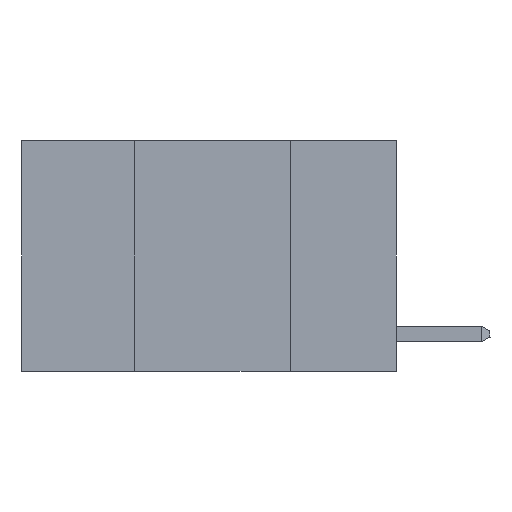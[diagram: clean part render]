
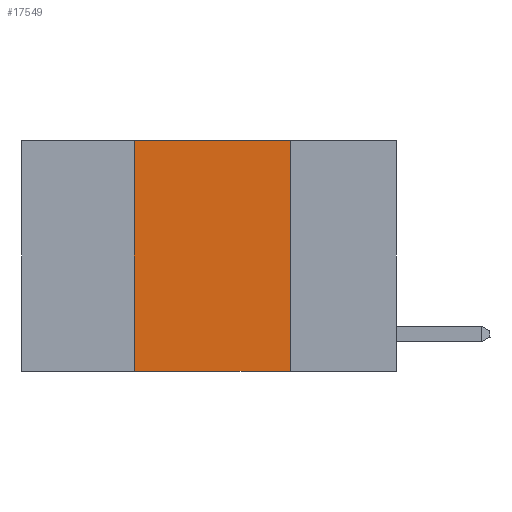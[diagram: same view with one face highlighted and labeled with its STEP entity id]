
A CAD part, left-side view. The second image highlights one B-rep face of the part: STEP entity #17549.
In plain terms, the highlighted planar face has unit normal (-1, 0, 0).
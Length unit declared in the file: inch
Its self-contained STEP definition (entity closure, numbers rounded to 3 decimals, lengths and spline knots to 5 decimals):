
#572 = ORIENTED_EDGE ( 'NONE', *, *, #5004, .F. ) ;
#1786 = EDGE_CURVE ( 'NONE', #22027, #5984, #22811, .T. ) ;
#4760 = ORIENTED_EDGE ( 'NONE', *, *, #1786, .T. ) ;
#5004 = EDGE_CURVE ( 'NONE', #26541, #5984, #22958, .T. ) ;
#5077 = DIRECTION ( 'NONE',  ( 0., 0., -1. ) ) ;
#5137 = VECTOR ( 'NONE', #5077, 39.37008 ) ;
#5174 = CARTESIAN_POINT ( 'NONE',  ( 0., 0.6, 0. ) ) ;
#5368 = CARTESIAN_POINT ( 'NONE',  ( 0., 0.42, 0. ) ) ;
#5984 = VERTEX_POINT ( 'NONE', #8642 ) ;
#6127 = CARTESIAN_POINT ( 'NONE',  ( 0., 0.6, -0.37 ) ) ;
#6408 = EDGE_LOOP ( 'NONE', ( #572, #12701, #19573, #4760 ) ) ;
#7333 = PLANE ( 'NONE',  #22466 ) ;
#8642 = CARTESIAN_POINT ( 'NONE',  ( 0., 0.17, -0.37 ) ) ;
#9757 = DIRECTION ( 'NONE',  ( 0., 0., -1. ) ) ;
#9887 = LINE ( 'NONE', #5174, #28418 ) ;
#11009 = DIRECTION ( 'NONE',  ( 0., -1., 0. ) ) ;
#11338 = CARTESIAN_POINT ( 'NONE',  ( 0., 0.17, 0. ) ) ;
#12701 = ORIENTED_EDGE ( 'NONE', *, *, #16367, .F. ) ;
#14354 = DIRECTION ( 'NONE',  ( 0., 0., 1. ) ) ;
#16271 = FACE_OUTER_BOUND ( 'NONE', #6408, .T. ) ;
#16367 = EDGE_CURVE ( 'NONE', #31000, #26541, #9887, .T. ) ;
#16398 = VECTOR ( 'NONE', #11009, 39.37008 ) ;
#17549 = ADVANCED_FACE ( 'NONE', ( #16271 ), #7333, .F. ) ;
#19433 = CARTESIAN_POINT ( 'NONE',  ( 0., 0.6, 0. ) ) ;
#19573 = ORIENTED_EDGE ( 'NONE', *, *, #23462, .F. ) ;
#20835 = VECTOR ( 'NONE', #14354, 39.37008 ) ;
#21594 = LINE ( 'NONE', #26365, #20835 ) ;
#22027 = VERTEX_POINT ( 'NONE', #23097 ) ;
#22066 = CARTESIAN_POINT ( 'NONE',  ( 0., 0.17, 0. ) ) ;
#22257 = DIRECTION ( 'NONE',  ( 0., -1., 0. ) ) ;
#22466 = AXIS2_PLACEMENT_3D ( 'NONE', #19433, #24242, #9757 ) ;
#22811 = LINE ( 'NONE', #6127, #16398 ) ;
#22958 = LINE ( 'NONE', #22066, #5137 ) ;
#23097 = CARTESIAN_POINT ( 'NONE',  ( 0., 0.42, -0.37 ) ) ;
#23462 = EDGE_CURVE ( 'NONE', #22027, #31000, #21594, .T. ) ;
#24242 = DIRECTION ( 'NONE',  ( 1., 0., 0. ) ) ;
#26365 = CARTESIAN_POINT ( 'NONE',  ( 0., 0.42, 0. ) ) ;
#26541 = VERTEX_POINT ( 'NONE', #11338 ) ;
#28418 = VECTOR ( 'NONE', #22257, 39.37008 ) ;
#31000 = VERTEX_POINT ( 'NONE', #5368 ) ;
